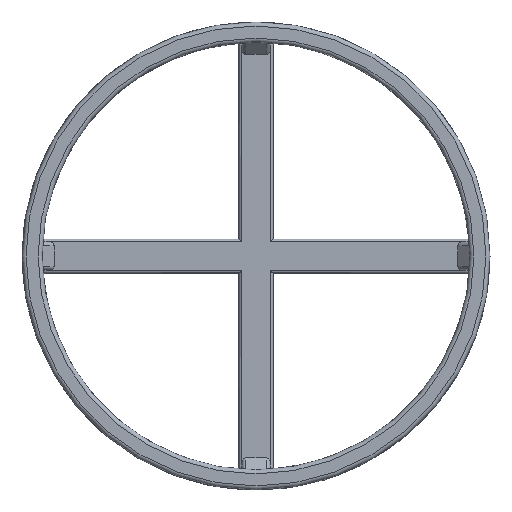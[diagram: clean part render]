
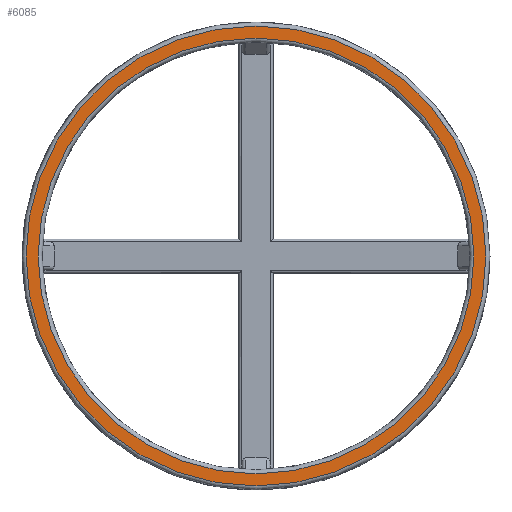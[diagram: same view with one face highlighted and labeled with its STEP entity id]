
A CAD part, top view. The second image highlights one B-rep face of the part: STEP entity #6085.
In plain terms, the highlighted planar face has unit normal (0, 0, 1).
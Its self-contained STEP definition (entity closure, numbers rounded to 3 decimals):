
#1121 = TOROIDAL_SURFACE('',#1122,54.25,1.);
#1122 = AXIS2_PLACEMENT_3D('',#1123,#1124,#1125);
#1123 = CARTESIAN_POINT('',(0.,0.,21.));
#1124 = DIRECTION('',(0.,0.,1.));
#1125 = DIRECTION('',(1.,0.,-0.));
#4717 = VERTEX_POINT('',#4718);
#4718 = CARTESIAN_POINT('',(54.25,0.,22.));
#4738 = EDGE_CURVE('',#4717,#4717,#4739,.T.);
#4739 = SURFACE_CURVE('',#4740,(#4745,#4752),.PCURVE_S1.);
#4740 = CIRCLE('',#4741,54.25);
#4741 = AXIS2_PLACEMENT_3D('',#4742,#4743,#4744);
#4742 = CARTESIAN_POINT('',(0.,0.,22.));
#4743 = DIRECTION('',(0.,0.,1.));
#4744 = DIRECTION('',(1.,0.,-0.));
#4745 = PCURVE('',#1121,#4746);
#4746 = DEFINITIONAL_REPRESENTATION('',(#4747),#4751);
#4747 = LINE('',#4748,#4749);
#4748 = CARTESIAN_POINT('',(0.,1.571));
#4749 = VECTOR('',#4750,1.);
#4750 = DIRECTION('',(1.,0.));
#4751 = ( GEOMETRIC_REPRESENTATION_CONTEXT(2) 
PARAMETRIC_REPRESENTATION_CONTEXT() REPRESENTATION_CONTEXT('2D SPACE',''
  ) );
#4752 = PCURVE('',#4753,#4758);
#4753 = PLANE('',#4754);
#4754 = AXIS2_PLACEMENT_3D('',#4755,#4756,#4757);
#4755 = CARTESIAN_POINT('',(0.,0.,22.));
#4756 = DIRECTION('',(0.,0.,1.));
#4757 = DIRECTION('',(1.,0.,-0.));
#4758 = DEFINITIONAL_REPRESENTATION('',(#4759),#4763);
#4759 = CIRCLE('',#4760,54.25);
#4760 = AXIS2_PLACEMENT_2D('',#4761,#4762);
#4761 = CARTESIAN_POINT('',(0.,0.));
#4762 = DIRECTION('',(1.,0.));
#4763 = ( GEOMETRIC_REPRESENTATION_CONTEXT(2) 
PARAMETRIC_REPRESENTATION_CONTEXT() REPRESENTATION_CONTEXT('2D SPACE',''
  ) );
#6085 = ADVANCED_FACE('',(#6086,#6089),#4753,.T.);
#6086 = FACE_BOUND('',#6087,.T.);
#6087 = EDGE_LOOP('',(#6088));
#6088 = ORIENTED_EDGE('',*,*,#4738,.F.);
#6089 = FACE_BOUND('',#6090,.T.);
#6090 = EDGE_LOOP('',(#6091));
#6091 = ORIENTED_EDGE('',*,*,#6092,.T.);
#6092 = EDGE_CURVE('',#6093,#6093,#6095,.T.);
#6093 = VERTEX_POINT('',#6094);
#6094 = CARTESIAN_POINT('',(57.25,0.,22.));
#6095 = SURFACE_CURVE('',#6096,(#6101,#6108),.PCURVE_S1.);
#6096 = CIRCLE('',#6097,57.25);
#6097 = AXIS2_PLACEMENT_3D('',#6098,#6099,#6100);
#6098 = CARTESIAN_POINT('',(0.,0.,22.));
#6099 = DIRECTION('',(0.,0.,1.));
#6100 = DIRECTION('',(1.,0.,-0.));
#6101 = PCURVE('',#4753,#6102);
#6102 = DEFINITIONAL_REPRESENTATION('',(#6103),#6107);
#6103 = CIRCLE('',#6104,57.25);
#6104 = AXIS2_PLACEMENT_2D('',#6105,#6106);
#6105 = CARTESIAN_POINT('',(0.,0.));
#6106 = DIRECTION('',(1.,0.));
#6107 = ( GEOMETRIC_REPRESENTATION_CONTEXT(2) 
PARAMETRIC_REPRESENTATION_CONTEXT() REPRESENTATION_CONTEXT('2D SPACE',''
  ) );
#6108 = PCURVE('',#6109,#6114);
#6109 = TOROIDAL_SURFACE('',#6110,57.25,1.);
#6110 = AXIS2_PLACEMENT_3D('',#6111,#6112,#6113);
#6111 = CARTESIAN_POINT('',(0.,0.,21.));
#6112 = DIRECTION('',(0.,0.,1.));
#6113 = DIRECTION('',(1.,0.,-0.));
#6114 = DEFINITIONAL_REPRESENTATION('',(#6115),#6119);
#6115 = LINE('',#6116,#6117);
#6116 = CARTESIAN_POINT('',(0.,1.571));
#6117 = VECTOR('',#6118,1.);
#6118 = DIRECTION('',(1.,0.));
#6119 = ( GEOMETRIC_REPRESENTATION_CONTEXT(2) 
PARAMETRIC_REPRESENTATION_CONTEXT() REPRESENTATION_CONTEXT('2D SPACE',''
  ) );
